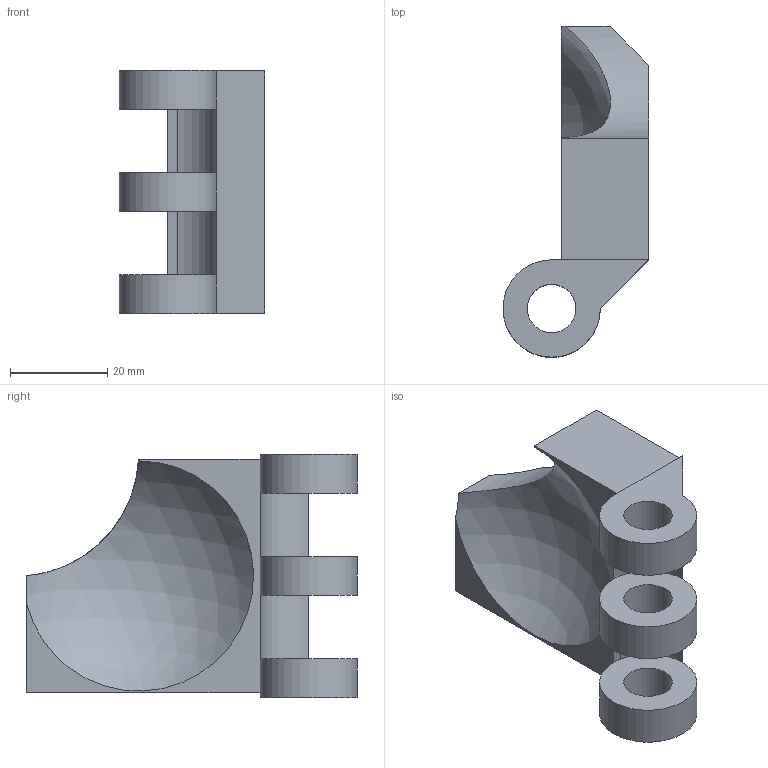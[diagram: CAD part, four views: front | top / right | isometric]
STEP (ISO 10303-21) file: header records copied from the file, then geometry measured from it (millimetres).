
FILE_DESCRIPTION( ('This file contains a STEP AP42 implementation' ,'as created by ZW3D STEP Interface translator.' ,'') ,'2;1' );
FILE_NAME( '標撿酘.ipt.stp' ,'251027.114726', (''), ('ZWCAD Software Co.'), 'Version 1.0', 'ZW3D to STEP translator', '' );
FILE_SCHEMA(('AUTOMOTIVE_DESIGN { 1 0 10303 214 1 1 1 1 }'));
Length unit declared in the file: millimetre
Products named in the file (1): 0
Bounding box: 30 x 68 x 50 mm (x, y, z)
Volume: 32451.2 mm3; surface area: 10780.4 mm2
Topology: 1 solids, 1 shells, 24 faces, 62 edges, 40 vertices
Faces by surface type: plane 14, cylinder 9, sphere 1
Full cylindrical faces by diameter (mm): 10 x3
Entity records: 816 total; most frequent: CARTESIAN_POINT 148, DIRECTION 138, ORIENTED_EDGE 124, EDGE_CURVE 62, AXIS2_PLACEMENT_3D 52, VERTEX_POINT 40, VECTOR 34, LINE 34
